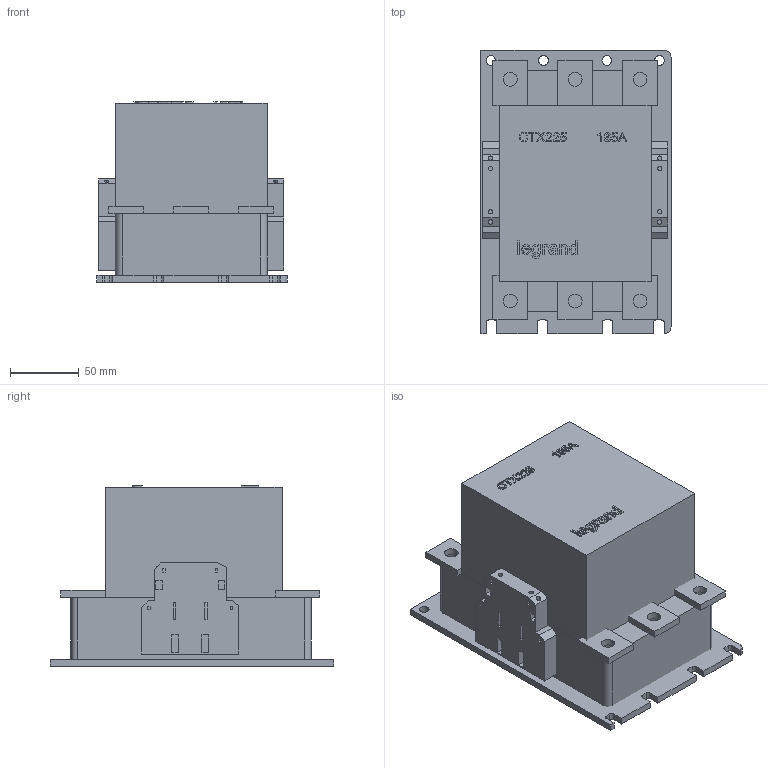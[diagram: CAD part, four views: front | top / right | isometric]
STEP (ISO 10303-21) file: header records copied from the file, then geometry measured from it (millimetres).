
FILE_DESCRIPTION(/* description */ (''),/* implementation_level */ '2;1');
FILE_NAME(/* name */ '416286.step',/* time_stamp */ '2018-06-18T18:16:32+03:00',/* author */ (''),/* organization */ (''),/* preprocessor_version */ 'ST-DEVELOPER v17',/* originating_system */ 'Autodesk Translation Framework v7.1.0.215',/* authorisation */ '');
FILE_SCHEMA (('AUTOMOTIVE_DESIGN { 1 0 10303 214 3 1 1 }'));
Length unit declared in the file: millimetre
Products named in the file (1): 3-015-41КонтакторCTX³2253P100-
--240В~=-3DView-{3D}
Bounding box: 137.75 x 205.5 x 131 mm (x, y, z)
Volume: 2602613.7 mm3; surface area: 263390.1 mm2
Topology: 26 solids, 26 shells, 567 faces, 1497 edges, 998 vertices
Faces by surface type: plane 497, cylinder 70
Entity records: 17431 total; most frequent: CARTESIAN_POINT 3063, ORIENTED_EDGE 2994, DIRECTION 2773, EDGE_CURVE 1497, LINE 1357, VECTOR 1357, VERTEX_POINT 998, AXIS2_PLACEMENT_3D 708
